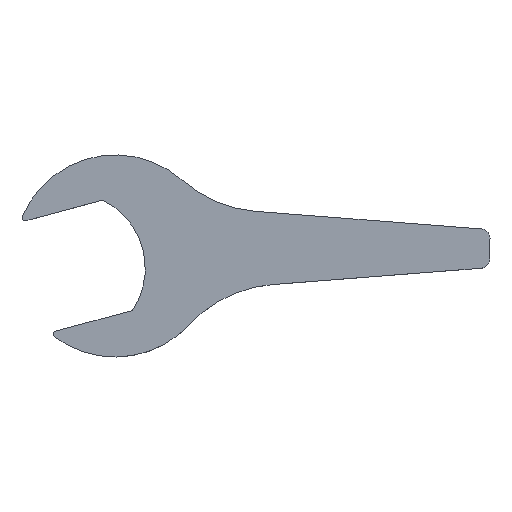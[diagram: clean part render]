
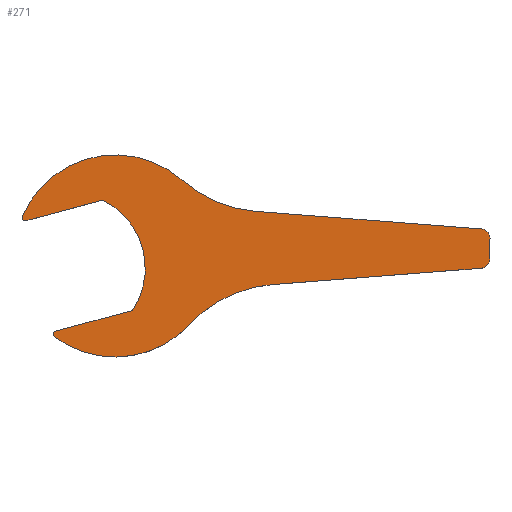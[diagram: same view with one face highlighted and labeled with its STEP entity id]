
A CAD part, top view. The second image highlights one B-rep face of the part: STEP entity #271.
In plain terms, the highlighted planar face has unit normal (0, 0, 1).
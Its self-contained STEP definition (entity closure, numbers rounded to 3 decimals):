
#6 = CARTESIAN_POINT ( 'NONE',  ( -63.217, 76.753, 40. ) ) ;
#7 = CARTESIAN_POINT ( 'NONE',  ( -139.681, -139.486, 40. ) ) ;
#16 = ORIENTED_EDGE ( 'NONE', *, *, #379, .T. ) ;
#18 = AXIS2_PLACEMENT_3D ( 'NONE', #105, #460, #266 ) ;
#34 = AXIS2_PLACEMENT_3D ( 'NONE', #213, #54, #406 ) ;
#35 = CARTESIAN_POINT ( 'NONE',  ( 536.036, 31.07, 40. ) ) ;
#37 = VERTEX_POINT ( 'NONE', #100 ) ;
#40 = DIRECTION ( 'NONE',  ( 1., 0., 0. ) ) ;
#51 = CARTESIAN_POINT ( 'NONE',  ( -194.34, 41.619, 40. ) ) ;
#54 = DIRECTION ( 'NONE',  ( 0., 0., -1. ) ) ;
#55 = CARTESIAN_POINT ( 'NONE',  ( 62.351, 108.364, 40. ) ) ;
#57 = PLANE ( 'NONE',  #248 ) ;
#59 = VERTEX_POINT ( 'NONE', #35 ) ;
#64 = EDGE_CURVE ( 'NONE', #577, #468, #86, .T. ) ;
#65 = CARTESIAN_POINT ( 'NONE',  ( -136.675, -135.491, 40. ) ) ;
#67 = CARTESIAN_POINT ( 'NONE',  ( 534.558, -16.139, 40. ) ) ;
#70 = CARTESIAN_POINT ( 'NONE',  ( 96.749, 65.421, 40. ) ) ;
#75 = CIRCLE ( 'NONE', #34, 200. ) ;
#76 = LINE ( 'NONE', #656, #645 ) ;
#77 = EDGE_CURVE ( 'NONE', #526, #600, #299, .T. ) ;
#80 = CARTESIAN_POINT ( 'NONE',  ( -184.815, 44.172, 40. ) ) ;
#81 = VERTEX_POINT ( 'NONE', #184 ) ;
#86 = CIRCLE ( 'NONE', #657, 160. ) ;
#94 = ORIENTED_EDGE ( 'NONE', *, *, #599, .T. ) ;
#100 = CARTESIAN_POINT ( 'NONE',  ( 535.727, -31.094, 40. ) ) ;
#102 = ORIENTED_EDGE ( 'NONE', *, *, #631, .T. ) ;
#105 = CARTESIAN_POINT ( 'NONE',  ( 194.622, 258.378, 40. ) ) ;
#108 = DIRECTION ( 'NONE',  ( -1., 0., 0. ) ) ;
#121 = CARTESIAN_POINT ( 'NONE',  ( 549.557, -16.283, 40. ) ) ;
#126 = CIRCLE ( 'NONE', #474, 15. ) ;
#130 = CARTESIAN_POINT ( 'NONE',  ( -43.467, -11.647, 40. ) ) ;
#138 = ORIENTED_EDGE ( 'NONE', *, *, #449, .T. ) ;
#147 = CARTESIAN_POINT ( 'NONE',  ( -43.467, -11.647, 40. ) ) ;
#148 = CIRCLE ( 'NONE', #18, 200. ) ;
#149 = CARTESIAN_POINT ( 'NONE',  ( 549.426, -30.022, 40. ) ) ;
#152 = CARTESIAN_POINT ( 'NONE',  ( -115.911, -31.058, 40. ) ) ;
#162 = AXIS2_PLACEMENT_3D ( 'NONE', #152, #523, #108 ) ;
#163 = VERTEX_POINT ( 'NONE', #55 ) ;
#168 = EDGE_CURVE ( 'NONE', #468, #328, #75, .T. ) ;
#172 = CARTESIAN_POINT ( 'NONE',  ( 73.888, -120.403, 40. ) ) ;
#181 = EDGE_CURVE ( 'NONE', #328, #37, #465, .T. ) ;
#183 = CARTESIAN_POINT ( 'NONE',  ( 204.989, -56.957, 40. ) ) ;
#184 = CARTESIAN_POINT ( 'NONE',  ( -190.71, 50.958, 40. ) ) ;
#186 = ORIENTED_EDGE ( 'NONE', *, *, #241, .T. ) ;
#187 = DIRECTION ( 'NONE',  ( 0.01, 1., 0. ) ) ;
#189 = DIRECTION ( 'NONE',  ( 1., 0., 0. ) ) ;
#205 = DIRECTION ( 'NONE',  ( 1., 0., 0. ) ) ;
#213 = CARTESIAN_POINT ( 'NONE',  ( 220.581, -256.348, 40. ) ) ;
#227 = CARTESIAN_POINT ( 'NONE',  ( -186.109, 49.001, 40. ) ) ;
#234 = CIRCLE ( 'NONE', #265, 15. ) ;
#235 = ORIENTED_EDGE ( 'NONE', *, *, #493, .T. ) ;
#241 = EDGE_CURVE ( 'NONE', #529, #163, #148, .T. ) ;
#248 = AXIS2_PLACEMENT_3D ( 'NONE', #147, #464, #205 ) ;
#253 = EDGE_CURVE ( 'NONE', #600, #263, #298, .T. ) ;
#262 = DIRECTION ( 'NONE',  ( 0., 0., 1. ) ) ;
#263 = VERTEX_POINT ( 'NONE', #313 ) ;
#265 = AXIS2_PLACEMENT_3D ( 'NONE', #67, #412, #571 ) ;
#266 = DIRECTION ( 'NONE',  ( 1., 0., 0. ) ) ;
#267 = DIRECTION ( 'NONE',  ( 0.997, 0.078, 0. ) ) ;
#271 = ADVANCED_FACE ( 'NONE', ( #473 ), #57, .T. ) ;
#283 = VERTEX_POINT ( 'NONE', #311 ) ;
#284 = LINE ( 'NONE', #539, #607 ) ;
#295 = CARTESIAN_POINT ( 'NONE',  ( 179.03, 58.987, 40. ) ) ;
#298 = CIRCLE ( 'NONE', #162, 120. ) ;
#299 = LINE ( 'NONE', #51, #438 ) ;
#306 = AXIS2_PLACEMENT_3D ( 'NONE', #65, #419, #534 ) ;
#311 = CARTESIAN_POINT ( 'NONE',  ( 549.866, 15.972, 40. ) ) ;
#313 = CARTESIAN_POINT ( 'NONE',  ( -16.371, -98.079, 40. ) ) ;
#317 = AXIS2_PLACEMENT_3D ( 'NONE', #130, #504, #40 ) ;
#319 = EDGE_CURVE ( 'NONE', #163, #81, #370, .T. ) ;
#328 = VERTEX_POINT ( 'NONE', #183 ) ;
#329 = VECTOR ( 'NONE', #267, 1000. ) ;
#332 = ORIENTED_EDGE ( 'NONE', *, *, #181, .T. ) ;
#335 = ORIENTED_EDGE ( 'NONE', *, *, #646, .T. ) ;
#350 = ORIENTED_EDGE ( 'NONE', *, *, #253, .T. ) ;
#370 = CIRCLE ( 'NONE', #317, 160. ) ;
#377 = VECTOR ( 'NONE', #490, 1000. ) ;
#379 = EDGE_CURVE ( 'NONE', #441, #283, #76, .T. ) ;
#383 = AXIS2_PLACEMENT_3D ( 'NONE', #227, #262, #618 ) ;
#394 = EDGE_CURVE ( 'NONE', #263, #575, #284, .T. ) ;
#406 = DIRECTION ( 'NONE',  ( 1., 0., 0. ) ) ;
#410 = LINE ( 'NONE', #70, #377 ) ;
#412 = DIRECTION ( 'NONE',  ( 0., 0., 1. ) ) ;
#419 = DIRECTION ( 'NONE',  ( 0., 0., 1. ) ) ;
#428 = CIRCLE ( 'NONE', #306, 5. ) ;
#429 = ORIENTED_EDGE ( 'NONE', *, *, #394, .T. ) ;
#438 = VECTOR ( 'NONE', #660, 1000. ) ;
#441 = VERTEX_POINT ( 'NONE', #121 ) ;
#449 = EDGE_CURVE ( 'NONE', #283, #59, #126, .T. ) ;
#450 = CARTESIAN_POINT ( 'NONE',  ( -43.467, -11.647, 40. ) ) ;
#460 = DIRECTION ( 'NONE',  ( 0., 0., -1. ) ) ;
#464 = DIRECTION ( 'NONE',  ( 0., 0., 1. ) ) ;
#465 = LINE ( 'NONE', #149, #329 ) ;
#468 = VERTEX_POINT ( 'NONE', #172 ) ;
#473 = FACE_OUTER_BOUND ( 'NONE', #654, .T. ) ;
#474 = AXIS2_PLACEMENT_3D ( 'NONE', #642, #543, #587 ) ;
#487 = ORIENTED_EDGE ( 'NONE', *, *, #64, .T. ) ;
#490 = DIRECTION ( 'NONE',  ( -0.997, 0.078, 0. ) ) ;
#493 = EDGE_CURVE ( 'NONE', #575, #577, #428, .T. ) ;
#501 = ORIENTED_EDGE ( 'NONE', *, *, #319, .T. ) ;
#504 = DIRECTION ( 'NONE',  ( 0., 0., 1. ) ) ;
#515 = ORIENTED_EDGE ( 'NONE', *, *, #168, .T. ) ;
#523 = DIRECTION ( 'NONE',  ( 0., 0., -1. ) ) ;
#526 = VERTEX_POINT ( 'NONE', #80 ) ;
#529 = VERTEX_POINT ( 'NONE', #295 ) ;
#534 = DIRECTION ( 'NONE',  ( 1., 0., 0. ) ) ;
#539 = CARTESIAN_POINT ( 'NONE',  ( -147.494, -133.213, 40. ) ) ;
#543 = DIRECTION ( 'NONE',  ( 0., 0., 1. ) ) ;
#558 = DIRECTION ( 'NONE',  ( 0., 0., 1. ) ) ;
#571 = DIRECTION ( 'NONE',  ( 1., 0., 0. ) ) ;
#575 = VERTEX_POINT ( 'NONE', #626 ) ;
#577 = VERTEX_POINT ( 'NONE', #7 ) ;
#587 = DIRECTION ( 'NONE',  ( 1., 0., 0. ) ) ;
#599 = EDGE_CURVE ( 'NONE', #81, #526, #663, .T. ) ;
#600 = VERTEX_POINT ( 'NONE', #6 ) ;
#607 = VECTOR ( 'NONE', #637, 1000. ) ;
#618 = DIRECTION ( 'NONE',  ( 1., 0., 0. ) ) ;
#620 = ORIENTED_EDGE ( 'NONE', *, *, #77, .T. ) ;
#626 = CARTESIAN_POINT ( 'NONE',  ( -137.969, -130.661, 40. ) ) ;
#631 = EDGE_CURVE ( 'NONE', #37, #441, #234, .T. ) ;
#637 = DIRECTION ( 'NONE',  ( -0.966, -0.259, 0. ) ) ;
#642 = CARTESIAN_POINT ( 'NONE',  ( 534.867, 16.115, 40. ) ) ;
#645 = VECTOR ( 'NONE', #187, 1000. ) ;
#646 = EDGE_CURVE ( 'NONE', #59, #529, #410, .T. ) ;
#654 = EDGE_LOOP ( 'NONE', ( #16, #138, #335, #186, #501, #94, #620, #350, #429, #235, #487, #515, #332, #102 ) ) ;
#656 = CARTESIAN_POINT ( 'NONE',  ( 550., 29.978, 40. ) ) ;
#657 = AXIS2_PLACEMENT_3D ( 'NONE', #450, #558, #189 ) ;
#660 = DIRECTION ( 'NONE',  ( 0.966, 0.259, 0. ) ) ;
#663 = CIRCLE ( 'NONE', #383, 5. ) ;
